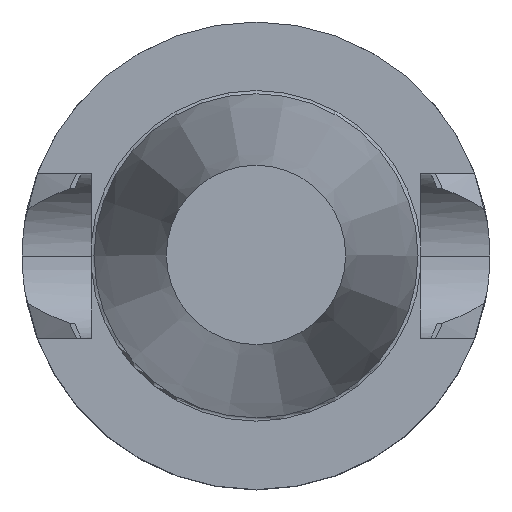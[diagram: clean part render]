
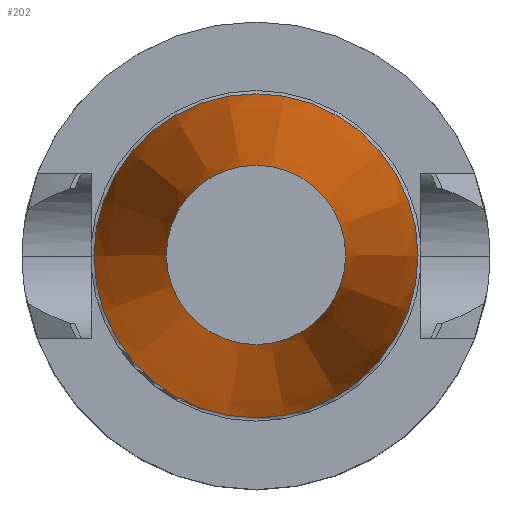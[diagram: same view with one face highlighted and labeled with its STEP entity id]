
A CAD part, top view. The second image highlights one B-rep face of the part: STEP entity #202.
In plain terms, the highlighted conical face has half-angle 8.298 degrees and reference radius 8.816 mm.
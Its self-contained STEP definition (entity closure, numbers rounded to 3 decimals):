
#181=CONICAL_SURFACE('',#887,8.816,8.298);
#202=ADVANCED_FACE('CU_FL_CO_SU_1',(#275,#276),#181,.T.);
#275=FACE_BOUND('',#330,.T.);
#276=FACE_BOUND('',#331,.T.);
#330=EDGE_LOOP('',(#434));
#331=EDGE_LOOP('',(#435));
#434=ORIENTED_EDGE('',*,*,#708,.T.);
#435=ORIENTED_EDGE('',*,*,#706,.F.);
#625=VERTEX_POINT('',#1302);
#627=VERTEX_POINT('',#1309);
#706=EDGE_CURVE('',#625,#625,#791,.T.);
#708=EDGE_CURVE('',#627,#627,#793,.T.);
#791=CIRCLE('',#880,15.933);
#793=CIRCLE('',#885,8.816);
#880=AXIS2_PLACEMENT_3D('',#1301,#1027,#1028);
#885=AXIS2_PLACEMENT_3D('',#1308,#1037,#1038);
#887=AXIS2_PLACEMENT_3D('',#1311,#1041,#1042);
#1027=DIRECTION('',(0.,0.,-1.));
#1028=DIRECTION('',(-1.,0.,0.));
#1037=DIRECTION('',(0.,0.,-1.));
#1038=DIRECTION('',(-1.,0.,0.));
#1041=DIRECTION('',(0.,0.,-1.));
#1042=DIRECTION('',(-1.,0.,0.));
#1301=CARTESIAN_POINT('',(0.,0.,-0.4));
#1302=CARTESIAN_POINT('',(-15.933,0.,-0.4));
#1308=CARTESIAN_POINT('',(0.,0.,48.4));
#1309=CARTESIAN_POINT('',(-8.816,0.,48.4));
#1311=CARTESIAN_POINT('',(0.,0.,48.4));
